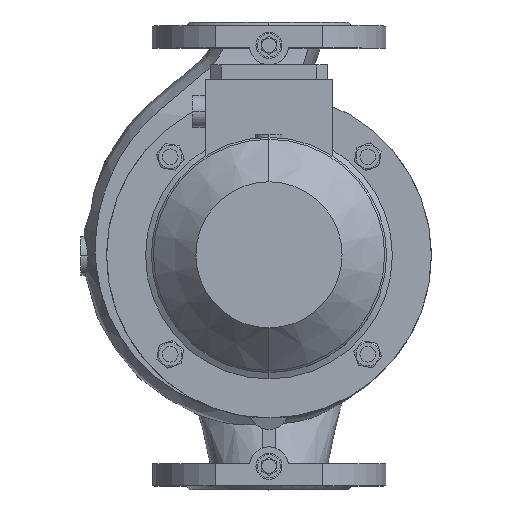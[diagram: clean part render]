
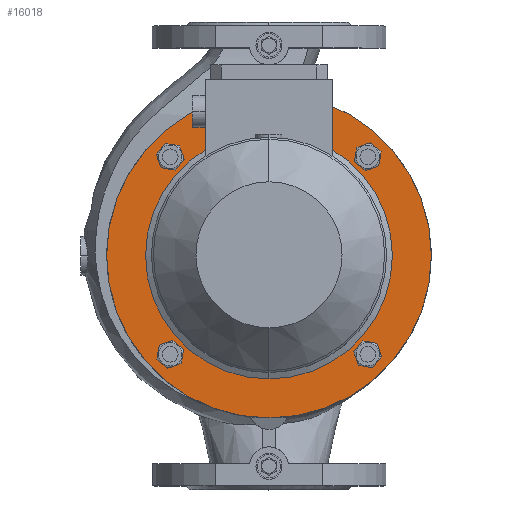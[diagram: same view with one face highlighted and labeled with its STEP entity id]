
A CAD part, top view. The second image highlights one B-rep face of the part: STEP entity #16018.
In plain terms, the highlighted planar face has unit normal (0, 0, 1).
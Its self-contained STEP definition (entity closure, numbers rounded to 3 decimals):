
#148 = CIRCLE ( 'NONE', #20798, 95. ) ;
#283 = CARTESIAN_POINT ( 'NONE',  ( 84.902, -77.581, 174. ) ) ;
#467 = VERTEX_POINT ( 'NONE', #20409 ) ;
#1198 = CARTESIAN_POINT ( 'NONE',  ( 0., -95., 174. ) ) ;
#1364 = ORIENTED_EDGE ( 'NONE', *, *, #9943, .F. ) ;
#1511 = ORIENTED_EDGE ( 'NONE', *, *, #9123, .F. ) ;
#1546 = FACE_BOUND ( 'NONE', #31181, .T. ) ;
#1928 = EDGE_LOOP ( 'NONE', ( #1364, #1511 ) ) ;
#2344 = VERTEX_POINT ( 'NONE', #27941 ) ;
#2657 = DIRECTION ( 'NONE',  ( 0., 0., 1. ) ) ;
#2803 = DIRECTION ( 'NONE',  ( 0., 0., -1. ) ) ;
#2891 = DIRECTION ( 'NONE',  ( 0., -1., 0. ) ) ;
#2912 = DIRECTION ( 'NONE',  ( 0., 1., 0. ) ) ;
#3580 = CARTESIAN_POINT ( 'NONE',  ( -76.014, -76.014, 174. ) ) ;
#3978 = ORIENTED_EDGE ( 'NONE', *, *, #10116, .F. ) ;
#3990 = CIRCLE ( 'NONE', #30906, 9.025 ) ;
#4833 = FACE_BOUND ( 'NONE', #1928, .T. ) ;
#5385 = VERTEX_POINT ( 'NONE', #17624 ) ;
#5872 = DIRECTION ( 'NONE',  ( 0., -1., 0. ) ) ;
#6341 = EDGE_CURVE ( 'NONE', #467, #22787, #31740, .T. ) ;
#6804 = CARTESIAN_POINT ( 'NONE',  ( 76.014, 76.014, 174. ) ) ;
#6937 = DIRECTION ( 'NONE',  ( 0., -1., 0. ) ) ;
#6940 = VERTEX_POINT ( 'NONE', #8372 ) ;
#7090 = DIRECTION ( 'NONE',  ( 0., 1., 0. ) ) ;
#7172 = VERTEX_POINT ( 'NONE', #23224 ) ;
#7282 = CIRCLE ( 'NONE', #31766, 125. ) ;
#7948 = CARTESIAN_POINT ( 'NONE',  ( 76.014, -76.014, 174. ) ) ;
#8135 = FACE_BOUND ( 'NONE', #25330, .T. ) ;
#8372 = CARTESIAN_POINT ( 'NONE',  ( -67.126, 74.447, 174. ) ) ;
#9027 = EDGE_CURVE ( 'NONE', #22205, #33033, #7282, .T. ) ;
#9068 = DIRECTION ( 'NONE',  ( 0., 0., 1. ) ) ;
#9123 = EDGE_CURVE ( 'NONE', #5385, #22210, #32839, .T. ) ;
#9267 = CIRCLE ( 'NONE', #23102, 9.025 ) ;
#9510 = CIRCLE ( 'NONE', #19080, 125. ) ;
#9717 = AXIS2_PLACEMENT_3D ( 'NONE', #27849, #14372, #24835 ) ;
#9943 = EDGE_CURVE ( 'NONE', #22210, #5385, #3990, .T. ) ;
#9957 = DIRECTION ( 'NONE',  ( 0., 0., -1. ) ) ;
#10069 = DIRECTION ( 'NONE',  ( 0., 1., 0. ) ) ;
#10116 = EDGE_CURVE ( 'NONE', #28210, #31221, #21718, .T. ) ;
#10392 = EDGE_CURVE ( 'NONE', #22787, #467, #16340, .T. ) ;
#11421 = CARTESIAN_POINT ( 'NONE',  ( 76.014, -76.014, 174. ) ) ;
#11500 = AXIS2_PLACEMENT_3D ( 'NONE', #7948, #2657, #2891 ) ;
#11631 = EDGE_LOOP ( 'NONE', ( #33265, #23322 ) ) ;
#11794 = CARTESIAN_POINT ( 'NONE',  ( 67.126, -74.447, 174. ) ) ;
#12239 = DIRECTION ( 'NONE',  ( 0., 0., 1. ) ) ;
#12670 = FACE_OUTER_BOUND ( 'NONE', #31410, .T. ) ;
#12946 = EDGE_LOOP ( 'NONE', ( #20242, #32832 ) ) ;
#13367 = CARTESIAN_POINT ( 'NONE',  ( -76.014, 76.014, 174. ) ) ;
#13438 = EDGE_CURVE ( 'NONE', #33033, #22205, #9510, .T. ) ;
#14143 = CARTESIAN_POINT ( 'NONE',  ( -76.014, -76.014, 174. ) ) ;
#14163 = DIRECTION ( 'NONE',  ( 0., 0., 1. ) ) ;
#14372 = DIRECTION ( 'NONE',  ( 0., 0., 1. ) ) ;
#14776 = CARTESIAN_POINT ( 'NONE',  ( 76.014, 76.014, 174. ) ) ;
#14816 = CARTESIAN_POINT ( 'NONE',  ( 0., 0., 174. ) ) ;
#15359 = EDGE_CURVE ( 'NONE', #6940, #2344, #16031, .T. ) ;
#15994 = FACE_BOUND ( 'NONE', #12946, .T. ) ;
#16018 = ADVANCED_FACE ( 'NONE', ( #8135, #15994, #1546, #4833, #33261, #12670 ), #29095, .T. ) ;
#16031 = CIRCLE ( 'NONE', #16913, 9.025 ) ;
#16157 = DIRECTION ( 'NONE',  ( 0., 0., 1. ) ) ;
#16304 = CARTESIAN_POINT ( 'NONE',  ( 0., 0., 174. ) ) ;
#16336 = DIRECTION ( 'NONE',  ( 0., -1., 0. ) ) ;
#16340 = CIRCLE ( 'NONE', #16807, 9.025 ) ;
#16467 = DIRECTION ( 'NONE',  ( 0., 0., 1. ) ) ;
#16807 = AXIS2_PLACEMENT_3D ( 'NONE', #14143, #9068, #29920 ) ;
#16913 = AXIS2_PLACEMENT_3D ( 'NONE', #13367, #16157, #23862 ) ;
#16950 = ORIENTED_EDGE ( 'NONE', *, *, #13438, .F. ) ;
#17624 = CARTESIAN_POINT ( 'NONE',  ( 77.581, 84.902, 174. ) ) ;
#17897 = CIRCLE ( 'NONE', #29348, 95. ) ;
#18672 = ORIENTED_EDGE ( 'NONE', *, *, #9027, .F. ) ;
#19080 = AXIS2_PLACEMENT_3D ( 'NONE', #14816, #33254, #7090 ) ;
#19407 = EDGE_CURVE ( 'NONE', #7172, #19860, #148, .T. ) ;
#19657 = EDGE_CURVE ( 'NONE', #19860, #7172, #17897, .T. ) ;
#19860 = VERTEX_POINT ( 'NONE', #1198 ) ;
#20242 = ORIENTED_EDGE ( 'NONE', *, *, #15359, .F. ) ;
#20409 = CARTESIAN_POINT ( 'NONE',  ( -77.581, -84.902, 174. ) ) ;
#20445 = ORIENTED_EDGE ( 'NONE', *, *, #28727, .F. ) ;
#20551 = AXIS2_PLACEMENT_3D ( 'NONE', #6804, #27565, #27908 ) ;
#20798 = AXIS2_PLACEMENT_3D ( 'NONE', #25958, #9957, #10069 ) ;
#21718 = CIRCLE ( 'NONE', #11500, 9.025 ) ;
#21798 = AXIS2_PLACEMENT_3D ( 'NONE', #22065, #16467, #16336 ) ;
#21808 = AXIS2_PLACEMENT_3D ( 'NONE', #3580, #21811, #5872 ) ;
#21811 = DIRECTION ( 'NONE',  ( 0., 0., 1. ) ) ;
#22065 = CARTESIAN_POINT ( 'NONE',  ( 0., 125., 174. ) ) ;
#22205 = VERTEX_POINT ( 'NONE', #33501 ) ;
#22210 = VERTEX_POINT ( 'NONE', #22875 ) ;
#22787 = VERTEX_POINT ( 'NONE', #31250 ) ;
#22875 = CARTESIAN_POINT ( 'NONE',  ( 74.447, 67.126, 174. ) ) ;
#23102 = AXIS2_PLACEMENT_3D ( 'NONE', #11421, #14163, #24332 ) ;
#23224 = CARTESIAN_POINT ( 'NONE',  ( 0., 95., 174. ) ) ;
#23322 = ORIENTED_EDGE ( 'NONE', *, *, #19657, .T. ) ;
#23862 = DIRECTION ( 'NONE',  ( 0., -1., 0. ) ) ;
#24118 = DIRECTION ( 'NONE',  ( 0., 1., 0. ) ) ;
#24300 = CIRCLE ( 'NONE', #9717, 9.025 ) ;
#24332 = DIRECTION ( 'NONE',  ( 0., -1., 0. ) ) ;
#24835 = DIRECTION ( 'NONE',  ( 0., -1., 0. ) ) ;
#24871 = EDGE_CURVE ( 'NONE', #2344, #6940, #24300, .T. ) ;
#25330 = EDGE_LOOP ( 'NONE', ( #3978, #20445 ) ) ;
#25958 = CARTESIAN_POINT ( 'NONE',  ( 0., 0., 174. ) ) ;
#26755 = CARTESIAN_POINT ( 'NONE',  ( 0., 0., 174. ) ) ;
#26989 = DIRECTION ( 'NONE',  ( 0., 0., -1. ) ) ;
#27565 = DIRECTION ( 'NONE',  ( 0., 0., 1. ) ) ;
#27665 = ORIENTED_EDGE ( 'NONE', *, *, #10392, .F. ) ;
#27849 = CARTESIAN_POINT ( 'NONE',  ( -76.014, 76.014, 174. ) ) ;
#27908 = DIRECTION ( 'NONE',  ( 0., -1., 0. ) ) ;
#27941 = CARTESIAN_POINT ( 'NONE',  ( -84.902, 77.581, 174. ) ) ;
#28210 = VERTEX_POINT ( 'NONE', #11794 ) ;
#28727 = EDGE_CURVE ( 'NONE', #31221, #28210, #9267, .T. ) ;
#29095 = PLANE ( 'NONE',  #21798 ) ;
#29348 = AXIS2_PLACEMENT_3D ( 'NONE', #16304, #26989, #24118 ) ;
#29920 = DIRECTION ( 'NONE',  ( 0., -1., 0. ) ) ;
#30906 = AXIS2_PLACEMENT_3D ( 'NONE', #14776, #12239, #6937 ) ;
#31181 = EDGE_LOOP ( 'NONE', ( #27665, #32221 ) ) ;
#31221 = VERTEX_POINT ( 'NONE', #283 ) ;
#31250 = CARTESIAN_POINT ( 'NONE',  ( -74.447, -67.126, 174. ) ) ;
#31410 = EDGE_LOOP ( 'NONE', ( #18672, #16950 ) ) ;
#31740 = CIRCLE ( 'NONE', #21808, 9.025 ) ;
#31766 = AXIS2_PLACEMENT_3D ( 'NONE', #26755, #2803, #2912 ) ;
#32221 = ORIENTED_EDGE ( 'NONE', *, *, #6341, .F. ) ;
#32268 = CARTESIAN_POINT ( 'NONE',  ( 0., -125., 174. ) ) ;
#32832 = ORIENTED_EDGE ( 'NONE', *, *, #24871, .F. ) ;
#32839 = CIRCLE ( 'NONE', #20551, 9.025 ) ;
#33033 = VERTEX_POINT ( 'NONE', #32268 ) ;
#33254 = DIRECTION ( 'NONE',  ( 0., 0., -1. ) ) ;
#33261 = FACE_BOUND ( 'NONE', #11631, .T. ) ;
#33265 = ORIENTED_EDGE ( 'NONE', *, *, #19407, .T. ) ;
#33501 = CARTESIAN_POINT ( 'NONE',  ( 0., 125., 174. ) ) ;
